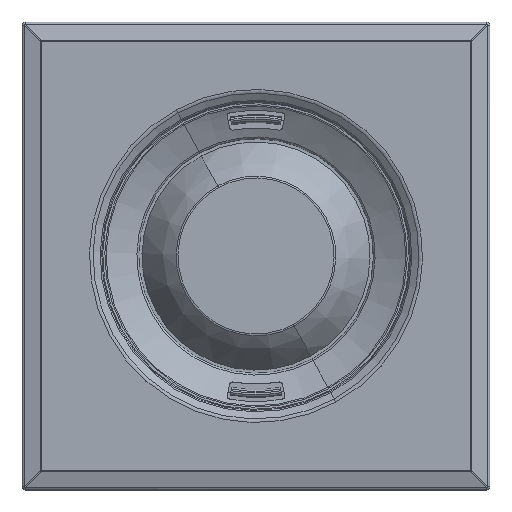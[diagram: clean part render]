
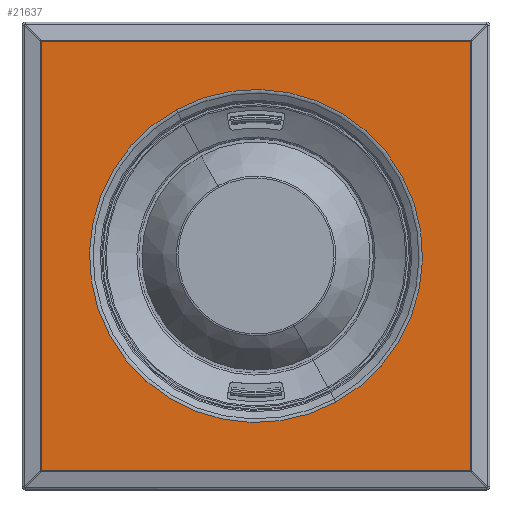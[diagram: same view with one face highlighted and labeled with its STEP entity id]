
A CAD part, top view. The second image highlights one B-rep face of the part: STEP entity #21637.
In plain terms, the highlighted planar face has unit normal (0, 0, 1).
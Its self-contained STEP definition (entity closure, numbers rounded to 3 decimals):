
#20597=CARTESIAN_POINT('Vertex',(34.434,34.434,30.1)) ;
#20613=CARTESIAN_POINT('Vertex',(-34.434,34.434,30.1)) ;
#20616=CARTESIAN_POINT('Line Origine',(0.,34.434,30.1)) ;
#20758=CARTESIAN_POINT('Vertex',(-34.434,-34.434,30.1)) ;
#20761=CARTESIAN_POINT('Line Origine',(-34.434,0.,30.1)) ;
#20899=CARTESIAN_POINT('Vertex',(34.434,-34.434,30.1)) ;
#20902=CARTESIAN_POINT('Line Origine',(0.,-34.434,30.1)) ;
#21097=CARTESIAN_POINT('Line Origine',(34.434,0.,30.1)) ;
#21608=CARTESIAN_POINT('Axis2P3D Location',(0.,0.,30.1)) ;
#21619=CARTESIAN_POINT('Axis2P3D Location',(0.,0.,30.1)) ;
#21623=CARTESIAN_POINT('Vertex',(-12.797,23.425,30.1)) ;
#21625=CARTESIAN_POINT('Vertex',(12.797,-23.425,30.1)) ;
#21628=CARTESIAN_POINT('Axis2P3D Location',(0.,0.,30.1)) ;
#20617=DIRECTION('Vector Direction',(1.,0.,0.)) ;
#20762=DIRECTION('Vector Direction',(0.,-1.,0.)) ;
#20903=DIRECTION('Vector Direction',(-1.,0.,0.)) ;
#21098=DIRECTION('Vector Direction',(0.,1.,0.)) ;
#21609=DIRECTION('Axis2P3D Direction',(0.,0.,1.)) ;
#21610=DIRECTION('Axis2P3D XDirection',(1.,0.,0.)) ;
#21620=DIRECTION('Axis2P3D Direction',(0.,0.,1.)) ;
#21629=DIRECTION('Axis2P3D Direction',(0.,0.,1.)) ;
#21611=AXIS2_PLACEMENT_3D('Plane Axis2P3D',#21608,#21609,#21610) ;
#21621=AXIS2_PLACEMENT_3D('Circle Axis2P3D',#21619,#21620,$) ;
#21630=AXIS2_PLACEMENT_3D('Circle Axis2P3D',#21628,#21629,$) ;
#21614=ORIENTED_EDGE('',*,*,#20620,.T.) ;
#21615=ORIENTED_EDGE('',*,*,#20765,.T.) ;
#21616=ORIENTED_EDGE('',*,*,#20906,.T.) ;
#21617=ORIENTED_EDGE('',*,*,#21101,.T.) ;
#21634=ORIENTED_EDGE('',*,*,#21627,.F.) ;
#21635=ORIENTED_EDGE('',*,*,#21632,.F.) ;
#21636=FACE_BOUND('',#21633,.T.) ;
#20618=VECTOR('Line Direction',#20617,1.) ;
#20763=VECTOR('Line Direction',#20762,1.) ;
#20904=VECTOR('Line Direction',#20903,1.) ;
#21099=VECTOR('Line Direction',#21098,1.) ;
#21637=ADVANCED_FACE('Body.9',(#21618,#21636),#21612,.T.) ;
#21622=CIRCLE('generated circle',#21621,26.693) ;
#21631=CIRCLE('generated circle',#21630,26.693) ;
#20620=EDGE_CURVE('',#20598,#20614,#20619,.F.) ;
#20765=EDGE_CURVE('',#20614,#20759,#20764,.T.) ;
#20906=EDGE_CURVE('',#20759,#20900,#20905,.F.) ;
#21101=EDGE_CURVE('',#20900,#20598,#21100,.T.) ;
#21627=EDGE_CURVE('',#21624,#21626,#21622,.T.) ;
#21632=EDGE_CURVE('',#21626,#21624,#21631,.T.) ;
#21613=EDGE_LOOP('',(#21614,#21615,#21616,#21617)) ;
#21633=EDGE_LOOP('',(#21634,#21635)) ;
#21618=FACE_OUTER_BOUND('',#21613,.T.) ;
#20619=LINE('Line',#20616,#20618) ;
#20764=LINE('Line',#20761,#20763) ;
#20905=LINE('Line',#20902,#20904) ;
#21100=LINE('Line',#21097,#21099) ;
#21612=PLANE('',#21611) ;
#20598=VERTEX_POINT('',#20597) ;
#20614=VERTEX_POINT('',#20613) ;
#20759=VERTEX_POINT('',#20758) ;
#20900=VERTEX_POINT('',#20899) ;
#21624=VERTEX_POINT('',#21623) ;
#21626=VERTEX_POINT('',#21625) ;
